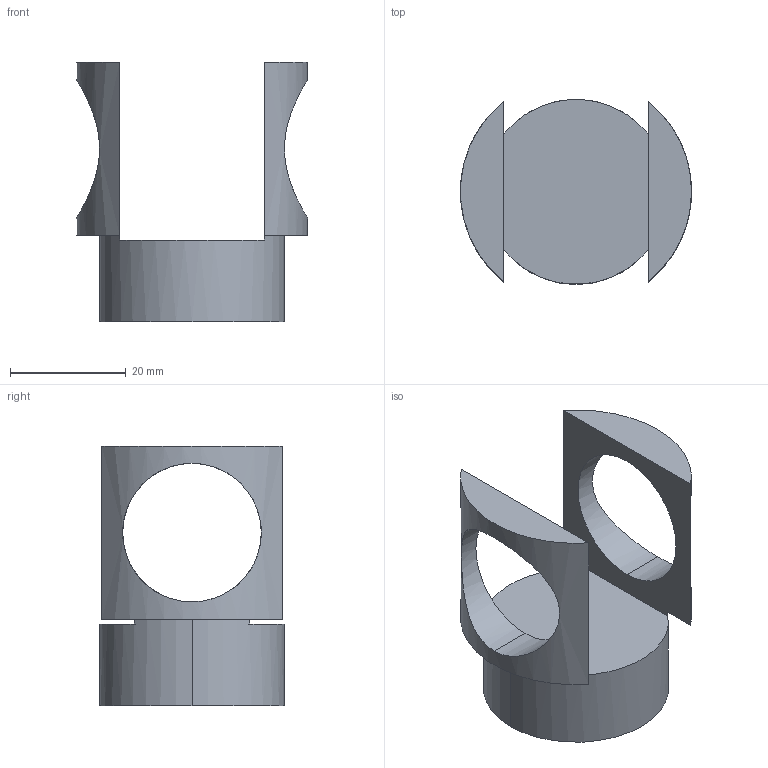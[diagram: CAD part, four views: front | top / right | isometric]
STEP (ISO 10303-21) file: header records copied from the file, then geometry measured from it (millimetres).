
FILE_DESCRIPTION (( 'STEP AP203' ), '1' );
FILE_NAME ('Joint4_Default_sldprt.STEP', '2022-12-13T17:39:01', ( '' ), ( '' ), 'SwSTEP 2.0', 'SolidWorks 2022', '' );
FILE_SCHEMA (( 'CONFIG_CONTROL_DESIGN' ));
Length unit declared in the file: millimetre
Products named in the file (1): Joint4_Default_sldprt
Bounding box: 40 x 32 x 45 mm (x, y, z)
Volume: 15343.5 mm3; surface area: 6567.5 mm2
Topology: 1 solids, 1 shells, 17 faces, 46 edges, 30 vertices
Faces by surface type: cylinder 9, plane 8
Entity records: 823 total; most frequent: CARTESIAN_POINT 298, DIRECTION 96, ORIENTED_EDGE 92, EDGE_CURVE 46, AXIS2_PLACEMENT_3D 36, VERTEX_POINT 30, VECTOR 24, LINE 24
